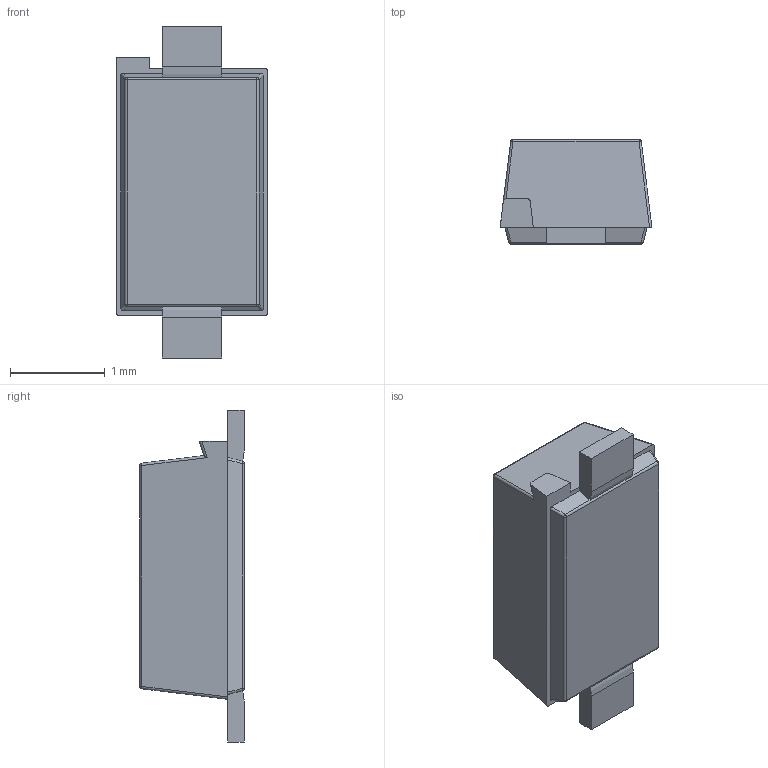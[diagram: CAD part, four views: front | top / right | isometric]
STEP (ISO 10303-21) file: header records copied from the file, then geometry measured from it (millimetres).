
FILE_DESCRIPTION (( 'STEP AP214' ), '1' );
FILE_NAME ('SOD123F_.STEP', '2022-07-23T13:31:26', ( '' ), ( '' ), 'SwSTEP 2.0', 'SolidWorks 2018', '' );
FILE_SCHEMA (( 'AUTOMOTIVE_DESIGN' ));
Length unit declared in the file: millimetre
Products named in the file (5): SOD123F lower body.step; SOD123F_; SOD123F Lead.step; SOD123F.step; SOD123F upper body.step
Assembly tree (4 placements, depth 3):
  SOD123F_
    SOD123F.step
      SOD123F Lead.step
      SOD123F lower body.step
      SOD123F upper body.step
Bounding box: 1.6 x 1.1 x 3.5 mm (x, y, z)
Volume: 4.2 mm3; surface area: 31 mm2
Topology: 4 solids, 4 shells, 126 faces, 311 edges, 198 vertices
Faces by surface type: plane 77, cylinder 41, sphere 8
Entity records: 5221 total; most frequent: CARTESIAN_POINT 694, DIRECTION 641, ORIENTED_EDGE 622, EDGE_CURVE 311, VECTOR 225, LINE 225, AXIS2_PLACEMENT_3D 208, VERTEX_POINT 198
